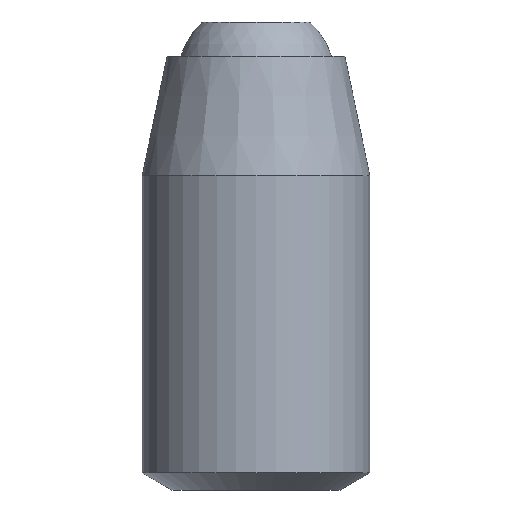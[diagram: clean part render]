
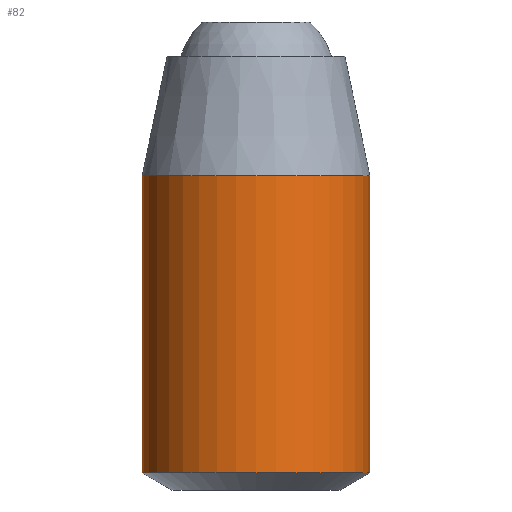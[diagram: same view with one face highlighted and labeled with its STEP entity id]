
A CAD part, front view. The second image highlights one B-rep face of the part: STEP entity #82.
In plain terms, the highlighted cylindrical face has radius 4 mm (diameter 8 mm), a full revolution.
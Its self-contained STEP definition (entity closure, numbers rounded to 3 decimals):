
#82 = ADVANCED_FACE( '', ( #164, #165 ), #166, .T. );
#164 = FACE_OUTER_BOUND( '', #238, .T. );
#165 = FACE_OUTER_BOUND( '', #239, .T. );
#166 = CYLINDRICAL_SURFACE( '', #240, 4. );
#238 = EDGE_LOOP( '', ( #390 ) );
#239 = EDGE_LOOP( '', ( #391 ) );
#240 = AXIS2_PLACEMENT_3D( '', #392, #393, #394 );
#390 = ORIENTED_EDGE( '', *, *, #423, .T. );
#391 = ORIENTED_EDGE( '', *, *, #444, .T. );
#392 = CARTESIAN_POINT( '', ( 0., 0., 15.25 ) );
#393 = DIRECTION( '', ( 0., 0., 1. ) );
#394 = DIRECTION( '', ( -1., 0., 0. ) );
#423 = EDGE_CURVE( '', #498, #498, #499, .T. );
#444 = EDGE_CURVE( '', #522, #522, #523, .F. );
#498 = VERTEX_POINT( '', #595 );
#499 = CIRCLE( '', #596, 4. );
#522 = VERTEX_POINT( '', #625 );
#523 = CIRCLE( '', #626, 4. );
#595 = CARTESIAN_POINT( '', ( 4., 0., 0.6 ) );
#596 = AXIS2_PLACEMENT_3D( '', #665, #666, #667 );
#625 = CARTESIAN_POINT( '', ( 4., 0., 11.05 ) );
#626 = AXIS2_PLACEMENT_3D( '', #689, #690, #691 );
#665 = CARTESIAN_POINT( '', ( 0., 0., 0.6 ) );
#666 = DIRECTION( '', ( 0., 0., 1. ) );
#667 = DIRECTION( '', ( 1., 0., 0. ) );
#689 = CARTESIAN_POINT( '', ( 0., 0., 11.05 ) );
#690 = DIRECTION( '', ( 0., 0., 1. ) );
#691 = DIRECTION( '', ( 1., 0., 0. ) );
